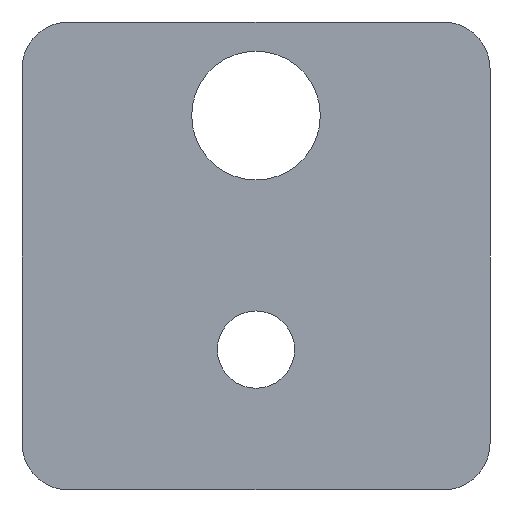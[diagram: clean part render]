
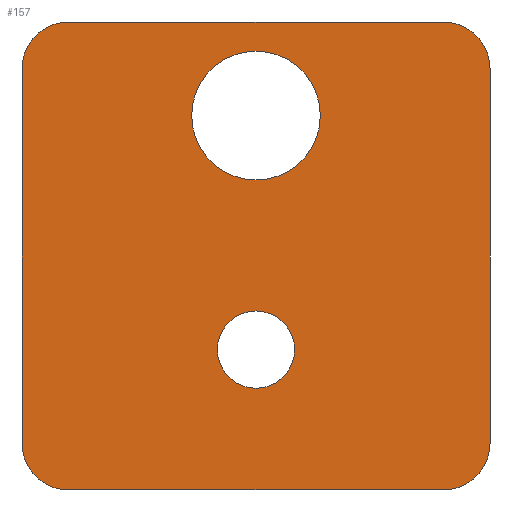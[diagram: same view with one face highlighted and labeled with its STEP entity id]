
A CAD part, front view. The second image highlights one B-rep face of the part: STEP entity #157.
In plain terms, the highlighted planar face has unit normal (0, -1, 0).
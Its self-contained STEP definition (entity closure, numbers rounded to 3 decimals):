
#6 = EDGE_CURVE ( 'NONE', #475, #158, #666, .T. ) ;
#14 = PLANE ( 'NONE',  #244 ) ;
#19 = EDGE_CURVE ( 'NONE', #242, #646, #484, .T. ) ;
#39 = DIRECTION ( 'NONE',  ( 0., -1., 0. ) ) ;
#52 = LINE ( 'NONE', #565, #674 ) ;
#69 = DIRECTION ( 'NONE',  ( 0., -1., 0. ) ) ;
#71 = CARTESIAN_POINT ( 'NONE',  ( 8., -9., 14. ) ) ;
#82 = DIRECTION ( 'NONE',  ( 0., 0., -1. ) ) ;
#92 = ORIENTED_EDGE ( 'NONE', *, *, #314, .T. ) ;
#97 = EDGE_CURVE ( 'NONE', #676, #158, #469, .T. ) ;
#99 = CARTESIAN_POINT ( 'NONE',  ( -8., -9., 14. ) ) ;
#107 = DIRECTION ( 'NONE',  ( 0., 0., -1. ) ) ;
#114 = VERTEX_POINT ( 'NONE', #133 ) ;
#117 = CIRCLE ( 'NONE', #454, 2. ) ;
#133 = CARTESIAN_POINT ( 'NONE',  ( 8., -9., -6. ) ) ;
#136 = FACE_OUTER_BOUND ( 'NONE', #630, .T. ) ;
#143 = DIRECTION ( 'NONE',  ( 1., 0., 0. ) ) ;
#150 = CARTESIAN_POINT ( 'NONE',  ( 0., -9., 1.65 ) ) ;
#157 = ADVANCED_FACE ( 'NONE', ( #281, #617, #136 ), #14, .T. ) ;
#158 = VERTEX_POINT ( 'NONE', #71 ) ;
#166 = VERTEX_POINT ( 'NONE', #501 ) ;
#169 = CARTESIAN_POINT ( 'NONE',  ( -10., -9., 14. ) ) ;
#189 = CIRCLE ( 'NONE', #343, 2.75 ) ;
#190 = DIRECTION ( 'NONE',  ( 0., 0., -1. ) ) ;
#204 = DIRECTION ( 'NONE',  ( 0., -1., 0. ) ) ;
#208 = AXIS2_PLACEMENT_3D ( 'NONE', #317, #487, #190 ) ;
#234 = EDGE_CURVE ( 'NONE', #584, #676, #749, .T. ) ;
#238 = CARTESIAN_POINT ( 'NONE',  ( 10., -9., -4. ) ) ;
#242 = VERTEX_POINT ( 'NONE', #150 ) ;
#244 = AXIS2_PLACEMENT_3D ( 'NONE', #374, #662, #492 ) ;
#254 = CARTESIAN_POINT ( 'NONE',  ( 0., -9., -1.65 ) ) ;
#260 = CIRCLE ( 'NONE', #735, 2. ) ;
#275 = AXIS2_PLACEMENT_3D ( 'NONE', #512, #631, #510 ) ;
#281 = FACE_BOUND ( 'NONE', #731, .T. ) ;
#282 = VERTEX_POINT ( 'NONE', #354 ) ;
#291 = CARTESIAN_POINT ( 'NONE',  ( 0., -9., 10. ) ) ;
#300 = AXIS2_PLACEMENT_3D ( 'NONE', #748, #39, #518 ) ;
#308 = LINE ( 'NONE', #537, #736 ) ;
#309 = CARTESIAN_POINT ( 'NONE',  ( 0., -9., 0. ) ) ;
#314 = EDGE_CURVE ( 'NONE', #282, #166, #260, .T. ) ;
#317 = CARTESIAN_POINT ( 'NONE',  ( 8., -9., 12. ) ) ;
#318 = EDGE_CURVE ( 'NONE', #166, #114, #52, .T. ) ;
#343 = AXIS2_PLACEMENT_3D ( 'NONE', #291, #626, #107 ) ;
#351 = ORIENTED_EDGE ( 'NONE', *, *, #19, .F. ) ;
#354 = CARTESIAN_POINT ( 'NONE',  ( -10., -9., -4. ) ) ;
#357 = DIRECTION ( 'NONE',  ( 0., 0., -1. ) ) ;
#365 = DIRECTION ( 'NONE',  ( 0., -1., 0. ) ) ;
#374 = CARTESIAN_POINT ( 'NONE',  ( -10., -9., -6. ) ) ;
#379 = CARTESIAN_POINT ( 'NONE',  ( 0., -9., 10. ) ) ;
#383 = CARTESIAN_POINT ( 'NONE',  ( -8., -9., -4. ) ) ;
#389 = CARTESIAN_POINT ( 'NONE',  ( -10., -9., 12. ) ) ;
#426 = DIRECTION ( 'NONE',  ( 0., 0., 1. ) ) ;
#431 = VERTEX_POINT ( 'NONE', #389 ) ;
#436 = DIRECTION ( 'NONE',  ( 0., 0., -1. ) ) ;
#454 = AXIS2_PLACEMENT_3D ( 'NONE', #650, #365, #664 ) ;
#456 = ORIENTED_EDGE ( 'NONE', *, *, #530, .F. ) ;
#465 = CIRCLE ( 'NONE', #519, 2.75 ) ;
#469 = CIRCLE ( 'NONE', #208, 2. ) ;
#475 = VERTEX_POINT ( 'NONE', #99 ) ;
#478 = ORIENTED_EDGE ( 'NONE', *, *, #318, .T. ) ;
#479 = AXIS2_PLACEMENT_3D ( 'NONE', #309, #536, #357 ) ;
#484 = CIRCLE ( 'NONE', #479, 1.65 ) ;
#487 = DIRECTION ( 'NONE',  ( 0., -1., 0. ) ) ;
#492 = DIRECTION ( 'NONE',  ( 0., 0., -1. ) ) ;
#496 = ORIENTED_EDGE ( 'NONE', *, *, #563, .F. ) ;
#501 = CARTESIAN_POINT ( 'NONE',  ( -8., -9., -6. ) ) ;
#510 = DIRECTION ( 'NONE',  ( 0., 0., -1. ) ) ;
#512 = CARTESIAN_POINT ( 'NONE',  ( 0., -9., 0. ) ) ;
#514 = VECTOR ( 'NONE', #753, 1000. ) ;
#516 = ORIENTED_EDGE ( 'NONE', *, *, #660, .F. ) ;
#517 = CARTESIAN_POINT ( 'NONE',  ( 10., -9., -6. ) ) ;
#518 = DIRECTION ( 'NONE',  ( 0., 0., -1. ) ) ;
#519 = AXIS2_PLACEMENT_3D ( 'NONE', #379, #204, #436 ) ;
#526 = VERTEX_POINT ( 'NONE', #744 ) ;
#527 = ORIENTED_EDGE ( 'NONE', *, *, #6, .F. ) ;
#530 = EDGE_CURVE ( 'NONE', #646, #242, #604, .T. ) ;
#534 = EDGE_CURVE ( 'NONE', #114, #584, #701, .T. ) ;
#536 = DIRECTION ( 'NONE',  ( 0., -1., 0. ) ) ;
#537 = CARTESIAN_POINT ( 'NONE',  ( -10., -9., -6. ) ) ;
#545 = ORIENTED_EDGE ( 'NONE', *, *, #97, .T. ) ;
#554 = VECTOR ( 'NONE', #734, 1000. ) ;
#557 = ORIENTED_EDGE ( 'NONE', *, *, #534, .T. ) ;
#563 = EDGE_CURVE ( 'NONE', #729, #526, #189, .T. ) ;
#565 = CARTESIAN_POINT ( 'NONE',  ( -10., -9., -6. ) ) ;
#567 = ORIENTED_EDGE ( 'NONE', *, *, #756, .F. ) ;
#584 = VERTEX_POINT ( 'NONE', #238 ) ;
#602 = CARTESIAN_POINT ( 'NONE',  ( 10., -9., 12. ) ) ;
#604 = CIRCLE ( 'NONE', #275, 1.65 ) ;
#611 = ORIENTED_EDGE ( 'NONE', *, *, #707, .T. ) ;
#617 = FACE_BOUND ( 'NONE', #704, .T. ) ;
#626 = DIRECTION ( 'NONE',  ( 0., -1., 0. ) ) ;
#630 = EDGE_LOOP ( 'NONE', ( #516, #92, #478, #557, #635, #545, #527, #611 ) ) ;
#631 = DIRECTION ( 'NONE',  ( 0., -1., 0. ) ) ;
#635 = ORIENTED_EDGE ( 'NONE', *, *, #234, .T. ) ;
#646 = VERTEX_POINT ( 'NONE', #254 ) ;
#650 = CARTESIAN_POINT ( 'NONE',  ( -8., -9., 12. ) ) ;
#660 = EDGE_CURVE ( 'NONE', #282, #431, #308, .T. ) ;
#662 = DIRECTION ( 'NONE',  ( 0., -1., 0. ) ) ;
#664 = DIRECTION ( 'NONE',  ( 0., 0., -1. ) ) ;
#666 = LINE ( 'NONE', #169, #514 ) ;
#674 = VECTOR ( 'NONE', #143, 1000. ) ;
#676 = VERTEX_POINT ( 'NONE', #602 ) ;
#699 = CARTESIAN_POINT ( 'NONE',  ( 0., -9., 7.25 ) ) ;
#701 = CIRCLE ( 'NONE', #300, 2. ) ;
#704 = EDGE_LOOP ( 'NONE', ( #496, #567 ) ) ;
#707 = EDGE_CURVE ( 'NONE', #475, #431, #117, .T. ) ;
#729 = VERTEX_POINT ( 'NONE', #699 ) ;
#731 = EDGE_LOOP ( 'NONE', ( #351, #456 ) ) ;
#734 = DIRECTION ( 'NONE',  ( 0., 0., 1. ) ) ;
#735 = AXIS2_PLACEMENT_3D ( 'NONE', #383, #69, #82 ) ;
#736 = VECTOR ( 'NONE', #426, 1000. ) ;
#744 = CARTESIAN_POINT ( 'NONE',  ( 0., -9., 12.75 ) ) ;
#748 = CARTESIAN_POINT ( 'NONE',  ( 8., -9., -4. ) ) ;
#749 = LINE ( 'NONE', #517, #554 ) ;
#753 = DIRECTION ( 'NONE',  ( 1., 0., 0. ) ) ;
#756 = EDGE_CURVE ( 'NONE', #526, #729, #465, .T. ) ;
